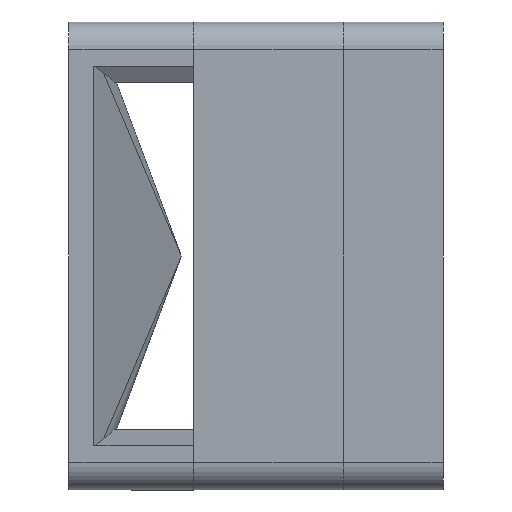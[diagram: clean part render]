
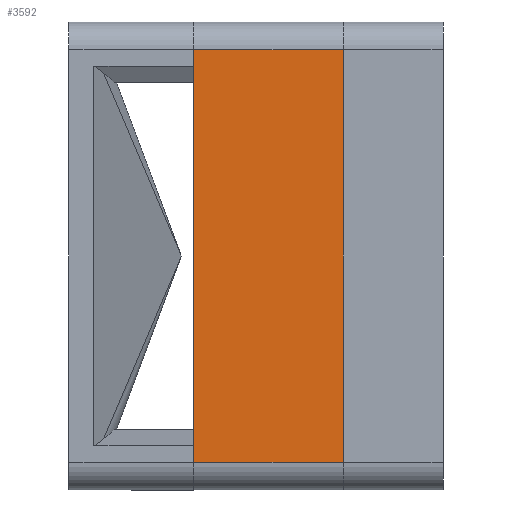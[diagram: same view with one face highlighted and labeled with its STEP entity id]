
A CAD part, left-side view. The second image highlights one B-rep face of the part: STEP entity #3592.
In plain terms, the highlighted face is planar.
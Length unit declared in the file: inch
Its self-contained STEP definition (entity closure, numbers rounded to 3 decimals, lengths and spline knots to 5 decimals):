
#134=PLANE('',#3893);
#236=FACE_OUTER_BOUND('',#426,.T.);
#426=EDGE_LOOP('',(#2456,#2457,#2458,#2459));
#678=LINE('',#5342,#1024);
#680=LINE('',#5354,#1026);
#686=LINE('',#5380,#1032);
#687=LINE('',#5381,#1033);
#1024=VECTOR('',#4255,0.3937);
#1026=VECTOR('',#4267,0.3937);
#1032=VECTOR('',#4295,0.3937);
#1033=VECTOR('',#4296,0.3937);
#1542=VERTEX_POINT('',#5336);
#1544=VERTEX_POINT('',#5340);
#1547=VERTEX_POINT('',#5350);
#1549=VERTEX_POINT('',#5353);
#1901=EDGE_CURVE('',#1544,#1542,#678,.T.);
#1906=EDGE_CURVE('',#1549,#1547,#680,.T.);
#1919=EDGE_CURVE('',#1549,#1544,#686,.T.);
#1920=EDGE_CURVE('',#1547,#1542,#687,.T.);
#2456=ORIENTED_EDGE('',*,*,#1901,.F.);
#2457=ORIENTED_EDGE('',*,*,#1919,.F.);
#2458=ORIENTED_EDGE('',*,*,#1906,.T.);
#2459=ORIENTED_EDGE('',*,*,#1920,.T.);
#3592=ADVANCED_FACE('',(#236),#134,.T.);
#3893=AXIS2_PLACEMENT_3D('',#5379,#4293,#4294);
#4255=DIRECTION('',(0.,0.,-1.));
#4267=DIRECTION('',(0.,0.,-1.));
#4293=DIRECTION('center_axis',(1.,0.,0.));
#4294=DIRECTION('ref_axis',(0.,1.,0.));
#4295=DIRECTION('',(0.,1.,0.));
#4296=DIRECTION('',(0.,1.,0.));
#5336=CARTESIAN_POINT('',(2.34252,2.06299,0.));
#5340=CARTESIAN_POINT('',(2.34252,2.06299,1.49606));
#5342=CARTESIAN_POINT('',(2.34252,2.06299,0.));
#5350=CARTESIAN_POINT('',(2.34252,-2.06299,0.));
#5353=CARTESIAN_POINT('',(2.34252,-2.06299,1.49606));
#5354=CARTESIAN_POINT('',(2.34252,-2.06299,0.));
#5379=CARTESIAN_POINT('Origin',(2.34252,-2.34252,0.));
#5380=CARTESIAN_POINT('',(2.34252,-2.34252,1.49606));
#5381=CARTESIAN_POINT('',(2.34252,-2.34252,0.));
